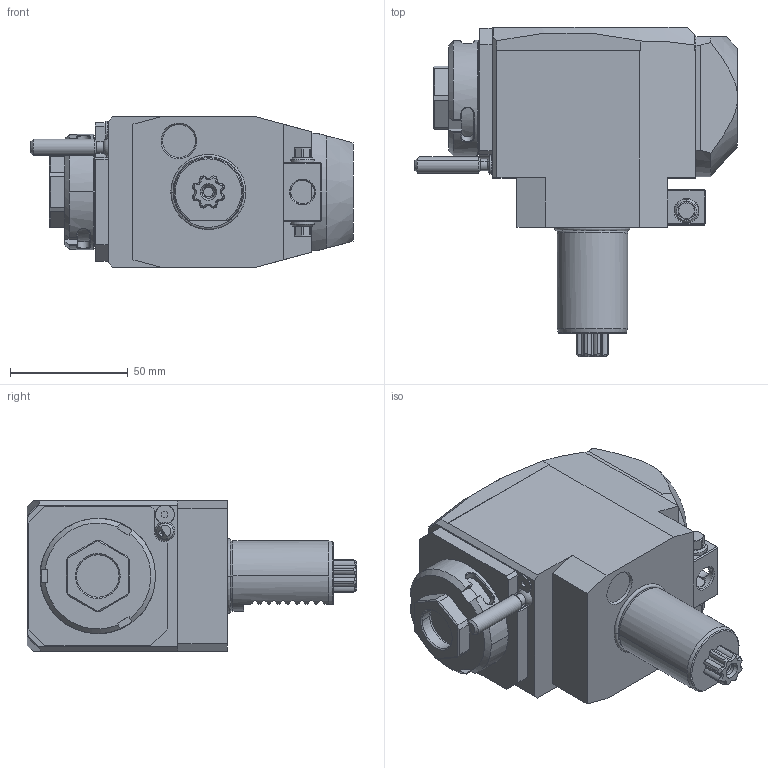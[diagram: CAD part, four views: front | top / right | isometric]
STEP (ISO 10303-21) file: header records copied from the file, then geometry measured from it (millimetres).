
FILE_DESCRIPTION((''),'2;1');
FILE_NAME('NGT1_30_215_25_1_2_55T','2024-03-27T',('vali'),('NOVA GRUP'),'PRO/ENGINEER BY PARAMETRIC TECHNOLOGY CORPORATION, 2010280','PRO/ENGINEER BY PARAMETRIC TECHNOLOGY CORPORATION, 2010280','');
FILE_SCHEMA(('CONFIG_CONTROL_DESIGN'));
Length unit declared in the file: millimetre
Products named in the file (1): NGT1_30_215_25_1_2_55T
Bounding box: 136.88 x 140 x 64 mm (x, y, z)
Volume: 547864 mm3; surface area: 49162.9 mm2
Topology: 1 solids, 1 shells, 375 faces, 1000 edges, 644 vertices
Faces by surface type: plane 177, cylinder 112, cone 73, bspline 6, torus 5, sphere 2
Entity records: 14886 total; most frequent: CARTESIAN_POINT 5767, ORIENTED_EDGE 2000, DIRECTION 1754, EDGE_CURVE 1000, VERTEX_POINT 644, AXIS2_PLACEMENT_3D 621, VECTOR 512, LINE 512
